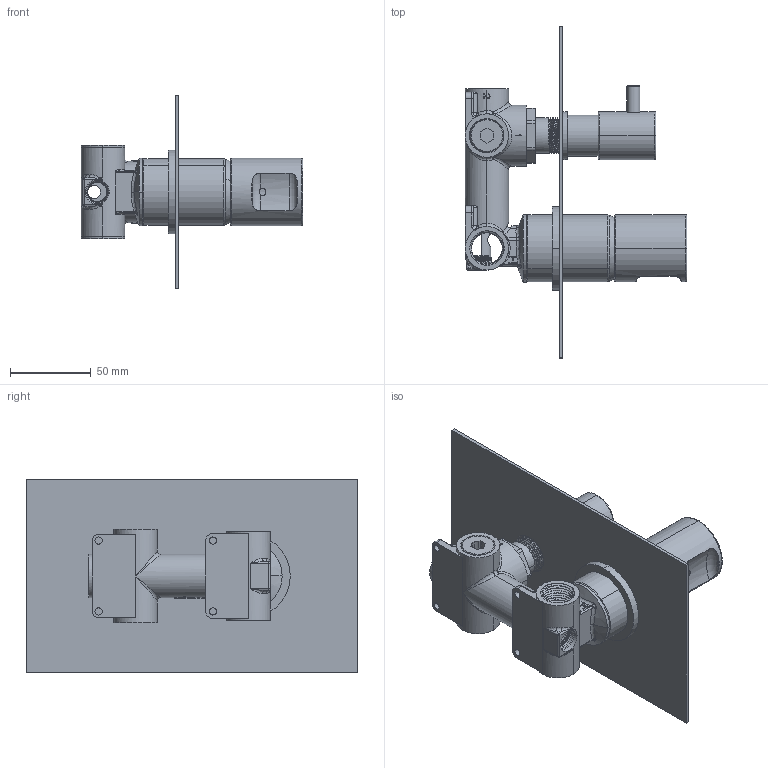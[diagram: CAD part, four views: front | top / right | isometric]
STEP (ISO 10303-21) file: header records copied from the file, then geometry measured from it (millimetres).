
FILE_DESCRIPTION (( 'STEP AP214' ), '1' );
FILE_NAME ('24185.STEP', '2023-09-14T07:05:55', ( '' ), ( '' ), 'SwSTEP 2.0', 'SolidWorks 2018', '' );
FILE_SCHEMA (( 'AUTOMOTIVE_DESIGN' ));
Length unit declared in the file: millimetre
Products named in the file (1): 24185
Bounding box: 137.66 x 206 x 120 mm (x, y, z)
Surface area: 99250.8 mm2 (no closed solid volume)
Topology: 0 solids, 14 shells, 487 faces, 1715 edges, 1187 vertices
Faces by surface type: cylinder 188, plane 119, bspline 100, torus 40, cone 23, sphere 17
Entity records: 42001 total; most frequent: CARTESIAN_POINT 23702, ORIENTED_EDGE 2731, DIRECTION 2251, EDGE_CURVE 1709, VERTEX_POINT 1187, AXIS2_PLACEMENT_3D 829, B_SPLINE_CURVE_WITH_KNOTS 613, LINE 593
